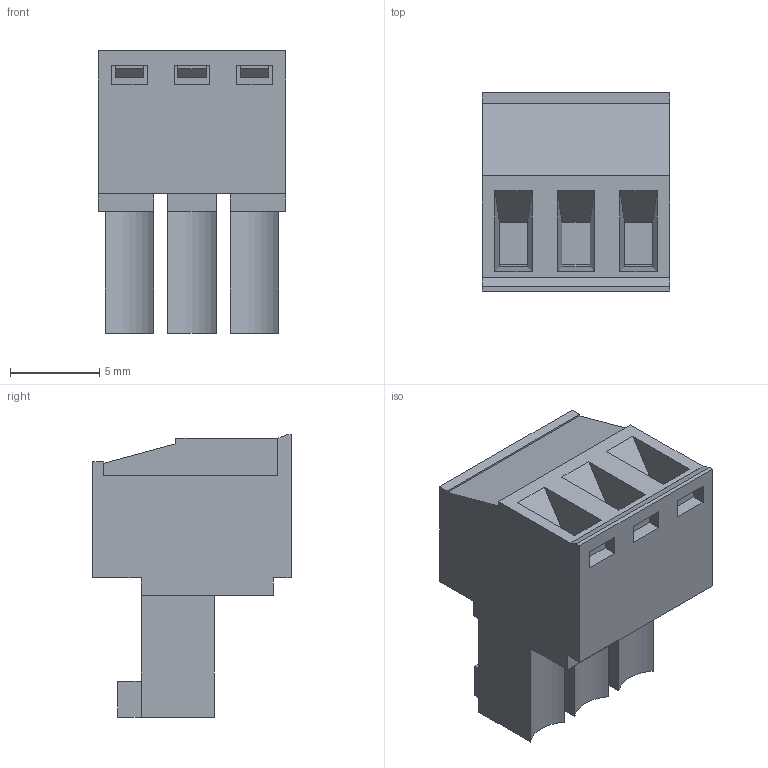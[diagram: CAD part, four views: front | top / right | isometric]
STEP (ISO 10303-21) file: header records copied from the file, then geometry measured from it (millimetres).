
FILE_DESCRIPTION(('FreeCAD Model'),'2;1');
FILE_NAME('Fusion001.step', '2018-10-13T11:11:14',('kicad StepUp'),('ksu MCAD'), 'Open CASCADE STEP processor 7.2','FreeCAD','Unknown');
FILE_SCHEMA(('AUTOMOTIVE_DESIGN_CC2 { 1 2 10303 214 -1 1 5 4 }'));
Length unit declared in the file: millimetre
Products named in the file (1): Fusion001
Bounding box: 10.5 x 11.1 x 15.8 mm (x, y, z)
Volume: 769 mm3; surface area: 2292.9 mm2
Topology: 1 solids, 4 shells, 480 faces, 1384 edges, 904 vertices
Faces by surface type: plane 387, cylinder 78, torus 12, cone 3
Full cylindrical faces by diameter (mm): 1.5 x3, 1.9 x6, 2.1 x3, 2.8 x6
Entity records: 19084 total; most frequent: CARTESIAN_POINT 2883, ORIENTED_EDGE 2768, DIRECTION 2551, EDGE_CURVE 1384, LINE 1101, VECTOR 1101, VERTEX_POINT 904, AXIS2_PLACEMENT_3D 725
